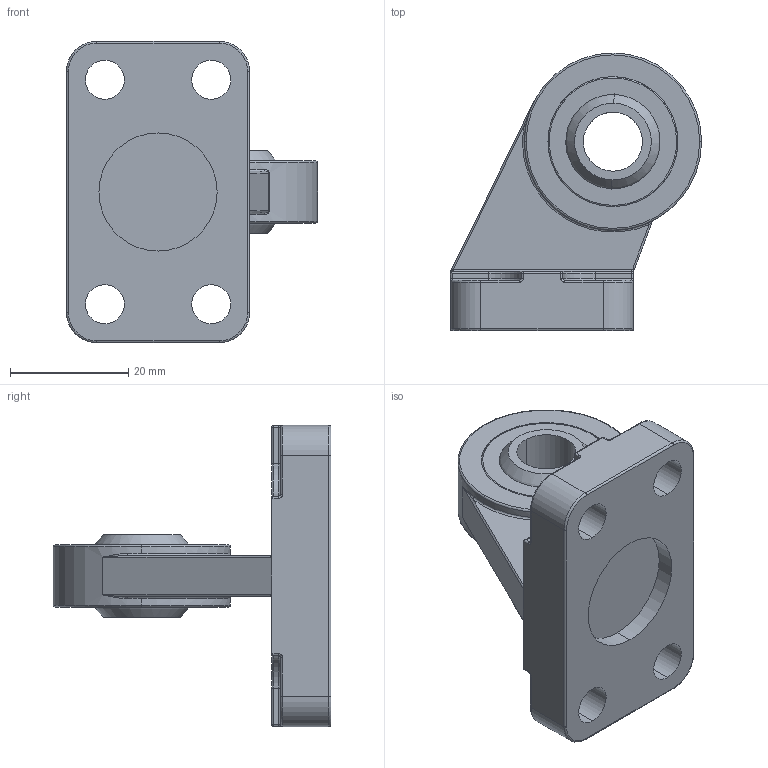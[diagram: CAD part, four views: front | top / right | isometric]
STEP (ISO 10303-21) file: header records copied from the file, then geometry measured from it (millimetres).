
FILE_DESCRIPTION (( 'STEP AP214' ), '1' );
FILE_NAME ('RD000110.STEP', '2018-09-10T07:08:43', ( '' ), ( '' ), 'SwSTEP 2.0', 'SolidWorks 2018', '' );
FILE_SCHEMA (( 'AUTOMOTIVE_DESIGN' ));
Length unit declared in the file: millimetre
Products named in the file (5): 0011-32.STEP; Anello snodo^0011_32.STEP; Supporto^0011_32.STEP; Snodo^0011_32.STEP; RD000110
Assembly tree (4 placements, depth 3):
  RD000110
    0011-32.STEP
      Supporto^0011_32.STEP
      Anello snodo^0011_32.STEP
      Snodo^0011_32.STEP
Bounding box: 42.5 x 47 x 51 mm (x, y, z)
Volume: 22039.9 mm3; surface area: 11139.7 mm2
Topology: 3 solids, 3 shells, 160 faces, 378 edges, 217 vertices
Faces by surface type: cylinder 73, torus 36, plane 30, sphere 14, bspline 7
Entity records: 5103 total; most frequent: CARTESIAN_POINT 1197, DIRECTION 880, ORIENTED_EDGE 740, AXIS2_PLACEMENT_3D 372, EDGE_CURVE 370, VERTEX_POINT 217, CIRCLE 211, EDGE_LOOP 175
